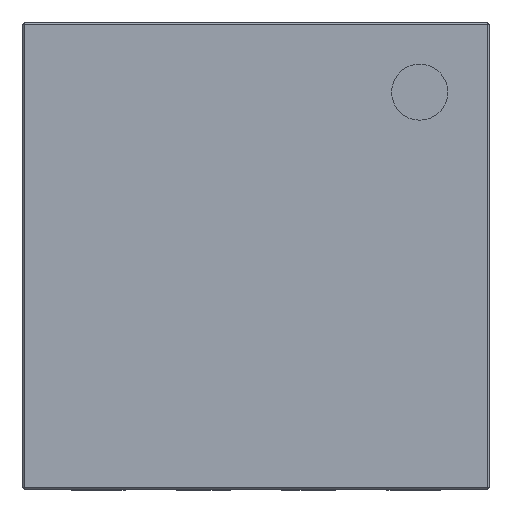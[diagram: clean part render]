
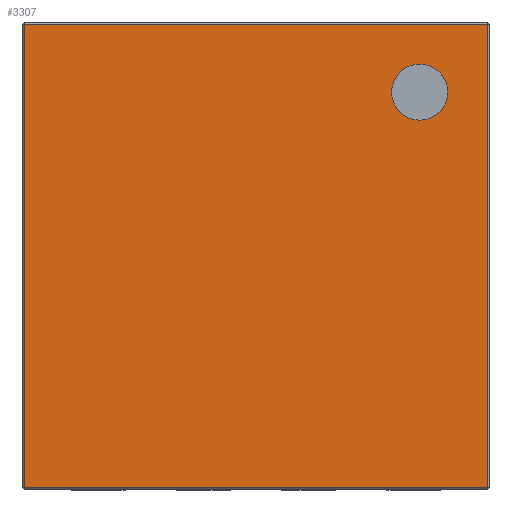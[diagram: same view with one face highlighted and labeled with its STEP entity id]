
A CAD part, top view. The second image highlights one B-rep face of the part: STEP entity #3307.
In plain terms, the highlighted planar face has unit normal (0, 0, 1).
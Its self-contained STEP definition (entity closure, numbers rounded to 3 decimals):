
#1757 = VERTEX_POINT('',#1758);
#1758 = CARTESIAN_POINT('',(0.82,0.7,0.75));
#1776 = VERTEX_POINT('',#1777);
#1777 = CARTESIAN_POINT('',(0.58,0.7,0.75));
#1783 = EDGE_CURVE('',#1776,#1757,#1784,.T.);
#1784 = CIRCLE('',#1785,0.12);
#1785 = AXIS2_PLACEMENT_3D('',#1786,#1787,#1788);
#1786 = CARTESIAN_POINT('',(0.7,0.7,0.75));
#1787 = DIRECTION('',(0.,0.,-1.));
#1788 = DIRECTION('',(1.,0.,0.));
#2348 = VERTEX_POINT('',#2349);
#2349 = CARTESIAN_POINT('',(-0.99,0.99,0.75));
#2355 = EDGE_CURVE('',#2348,#2356,#2358,.T.);
#2356 = VERTEX_POINT('',#2357);
#2357 = CARTESIAN_POINT('',(0.99,0.99,0.75));
#2358 = LINE('',#2359,#2360);
#2359 = CARTESIAN_POINT('',(-1.,0.99,0.75));
#2360 = VECTOR('',#2361,1.);
#2361 = DIRECTION('',(1.,0.,0.));
#3307 = ADVANCED_FACE('',(#3308,#3333),#3343,.T.);
#3308 = FACE_BOUND('',#3309,.T.);
#3309 = EDGE_LOOP('',(#3310,#3311,#3319,#3327));
#3310 = ORIENTED_EDGE('',*,*,#2355,.F.);
#3311 = ORIENTED_EDGE('',*,*,#3312,.F.);
#3312 = EDGE_CURVE('',#3313,#2348,#3315,.T.);
#3313 = VERTEX_POINT('',#3314);
#3314 = CARTESIAN_POINT('',(-0.99,-0.99,0.75));
#3315 = LINE('',#3316,#3317);
#3316 = CARTESIAN_POINT('',(-0.99,-1.,0.75));
#3317 = VECTOR('',#3318,1.);
#3318 = DIRECTION('',(0.,1.,0.));
#3319 = ORIENTED_EDGE('',*,*,#3320,.F.);
#3320 = EDGE_CURVE('',#3321,#3313,#3323,.T.);
#3321 = VERTEX_POINT('',#3322);
#3322 = CARTESIAN_POINT('',(0.99,-0.99,0.75));
#3323 = LINE('',#3324,#3325);
#3324 = CARTESIAN_POINT('',(1.,-0.99,0.75));
#3325 = VECTOR('',#3326,1.);
#3326 = DIRECTION('',(-1.,0.,0.));
#3327 = ORIENTED_EDGE('',*,*,#3328,.F.);
#3328 = EDGE_CURVE('',#2356,#3321,#3329,.T.);
#3329 = LINE('',#3330,#3331);
#3330 = CARTESIAN_POINT('',(0.99,1.,0.75));
#3331 = VECTOR('',#3332,1.);
#3332 = DIRECTION('',(0.,-1.,0.));
#3333 = FACE_BOUND('',#3334,.T.);
#3334 = EDGE_LOOP('',(#3335,#3342));
#3335 = ORIENTED_EDGE('',*,*,#3336,.T.);
#3336 = EDGE_CURVE('',#1757,#1776,#3337,.T.);
#3337 = CIRCLE('',#3338,0.12);
#3338 = AXIS2_PLACEMENT_3D('',#3339,#3340,#3341);
#3339 = CARTESIAN_POINT('',(0.7,0.7,0.75));
#3340 = DIRECTION('',(0.,0.,-1.));
#3341 = DIRECTION('',(1.,0.,0.));
#3342 = ORIENTED_EDGE('',*,*,#1783,.T.);
#3343 = PLANE('',#3344);
#3344 = AXIS2_PLACEMENT_3D('',#3345,#3346,#3347);
#3345 = CARTESIAN_POINT('',(0.,0.,0.75));
#3346 = DIRECTION('',(0.,0.,1.));
#3347 = DIRECTION('',(1.,0.,-0.));
